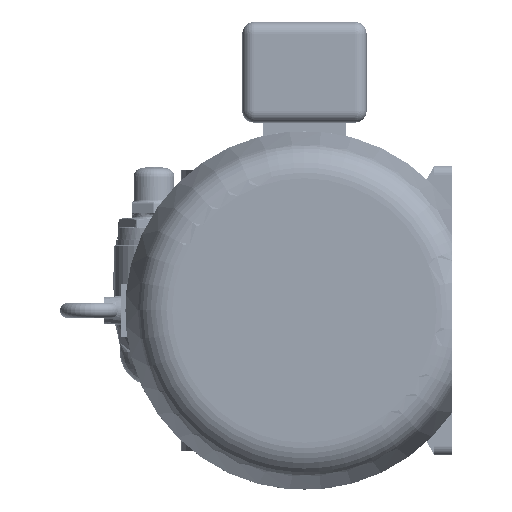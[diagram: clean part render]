
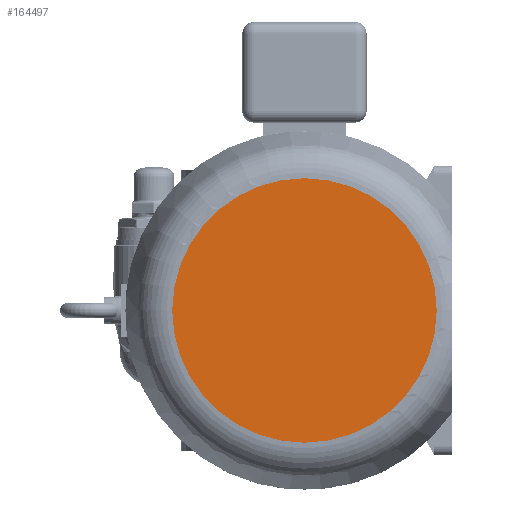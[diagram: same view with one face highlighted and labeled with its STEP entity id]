
A CAD part, left-side view. The second image highlights one B-rep face of the part: STEP entity #164497.
In plain terms, the highlighted planar face has unit normal (-1, 0, 0).
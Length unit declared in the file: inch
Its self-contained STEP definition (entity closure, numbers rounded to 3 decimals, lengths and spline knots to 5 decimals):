
#4690 = DIRECTION ( 'NONE',  ( 0., -1., 0. ) ) ;
#33381 = EDGE_LOOP ( 'NONE', ( #479945, #92710 ) ) ;
#92710 = ORIENTED_EDGE ( 'NONE', *, *, #224929, .F. ) ;
#111015 = PLANE ( 'NONE',  #345308 ) ;
#144853 = CIRCLE ( 'NONE', #151186, 5.59827 ) ;
#148064 = CARTESIAN_POINT ( 'NONE',  ( -41.36, 0., 0. ) ) ;
#151186 = AXIS2_PLACEMENT_3D ( 'NONE', #148064, #188684, #4690 ) ;
#164497 = ADVANCED_FACE ( 'Defeatured_0_3619', ( #566142 ), #111015, .F. ) ;
#178435 = CARTESIAN_POINT ( 'NONE',  ( -41.36, 0., 0. ) ) ;
#188684 = DIRECTION ( 'NONE',  ( 1., 0., 0. ) ) ;
#200052 = DIRECTION ( 'NONE',  ( 1., 0., 0. ) ) ;
#224929 = EDGE_CURVE ( 'Defeatured_0_3620+Defeatured_0_3619+Defeatured_0_3619+Defeatured_0_3619', #565938, #568026, #418462, .T. ) ;
#244455 = CARTESIAN_POINT ( 'NONE',  ( -41.36, 5.59827, 0. ) ) ;
#257736 = AXIS2_PLACEMENT_3D ( 'NONE', #178435, #447233, #358169 ) ;
#304938 = CARTESIAN_POINT ( 'NONE',  ( -41.36, 5.59827, 0. ) ) ;
#313910 = EDGE_CURVE ( 'Defeatured_0_3620+Defeatured_0_3619+Defeatured_0_3619+Defeatured_0_3619', #568026, #565938, #144853, .T. ) ;
#345308 = AXIS2_PLACEMENT_3D ( 'NONE', #244455, #200052, #383818 ) ;
#358169 = DIRECTION ( 'NONE',  ( 0., -1., 0. ) ) ;
#383818 = DIRECTION ( 'NONE',  ( 0., -1., 0. ) ) ;
#418462 = CIRCLE ( 'NONE', #257736, 5.59827 ) ;
#447233 = DIRECTION ( 'NONE',  ( 1., 0., 0. ) ) ;
#479945 = ORIENTED_EDGE ( 'NONE', *, *, #313910, .F. ) ;
#565938 = VERTEX_POINT ( 'NONE', #304938 ) ;
#566142 = FACE_OUTER_BOUND ( 'NONE', #33381, .T. ) ;
#568026 = VERTEX_POINT ( 'NONE', #577694 ) ;
#577694 = CARTESIAN_POINT ( 'NONE',  ( -41.36, -5.59827, 0. ) ) ;
